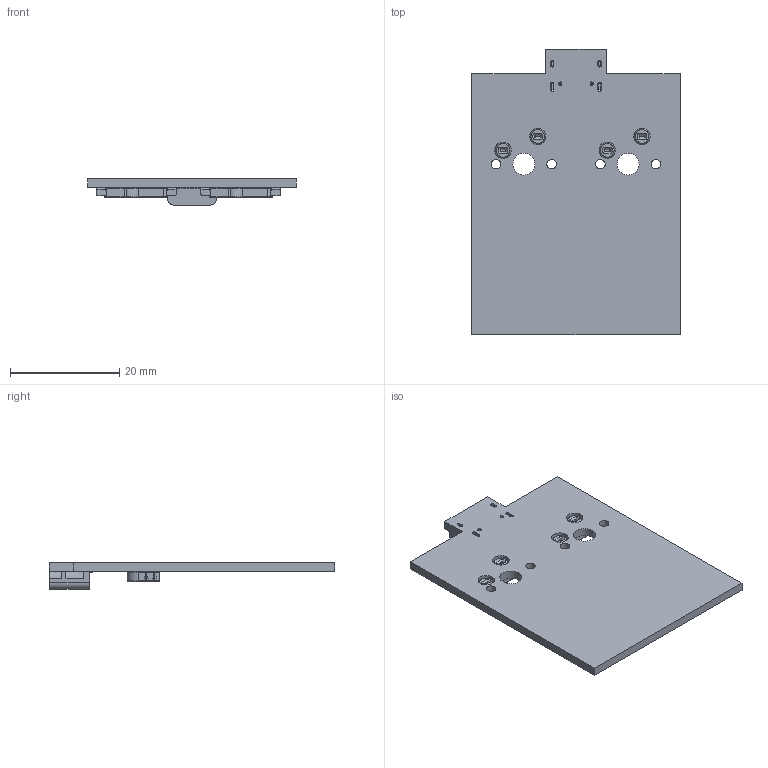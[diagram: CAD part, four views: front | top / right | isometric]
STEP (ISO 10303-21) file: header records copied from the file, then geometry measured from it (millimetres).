
FILE_DESCRIPTION(('KiCad electronic assembly'),'2;1');
FILE_NAME('ledusbc2key.step','2022-10-03T21:07:04',('Pcbnew'),('Kicad'), 'Open CASCADE STEP processor 7.6','KiCad to STEP converter','Unknown' );
FILE_SCHEMA(('AUTOMOTIVE_DESIGN { 1 0 10303 214 1 1 1 1 }'));
Length unit declared in the file: millimetre
Products named in the file (6): ledusbc2key 1; HS_Kailh_MX; COMPOUND; HRO  TYPE-C-31-M-12; SOLID; ledusbc2key PCB
Assembly tree (6 placements, depth 3):
  ledusbc2key 1
    HS_Kailh_MX  x2
      COMPOUND
    HRO  TYPE-C-31-M-12
      SOLID
    ledusbc2key PCB
Bounding box: 38.11 x 52.19 x 4.86 mm (x, y, z)
Volume: 3163.2 mm3; surface area: 5095 mm2
Topology: 8 solids, 8 shells, 1044 faces, 2624 edges, 1626 vertices
Faces by surface type: bspline 1006, cylinder 20, plane 18
Full cylindrical faces by diameter (mm): 0.65 x2, 1.75 x4, 3 x4, 3.988 x2
Entity records: 36962 total; most frequent: CARTESIAN_POINT 16033, B_SPLINE_CURVE_WITH_KNOTS 3854, ORIENTED_EDGE 3102, PCURVE 3102, DEFINITIONAL_REPRESENTATION 3102, EDGE_CURVE 1551, SURFACE_CURVE 1525, VERTEX_POINT 969
